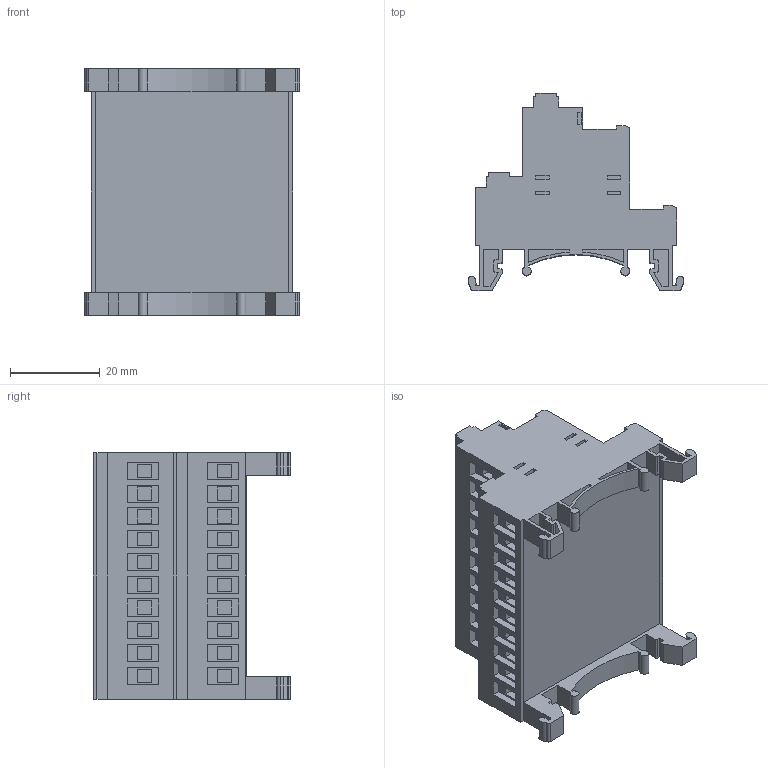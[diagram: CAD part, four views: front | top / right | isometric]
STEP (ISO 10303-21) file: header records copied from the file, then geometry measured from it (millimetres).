
FILE_DESCRIPTION (( 'STEP AP203' ), '1' );
FILE_NAME ('SOKETLI BASKILI DEVRE KLEMENSI - 5,08 RAY TIPI KATLI SOKET KLEMENS 10 LI.STEP', '2018-09-19T08:23:54', ( 'user' ), ( '' ), 'SwSTEP 2.0', 'SolidWorks 2016', '' );
FILE_SCHEMA (( 'CONFIG_CONTROL_DESIGN' ));
Length unit declared in the file: millimetre
Products named in the file (1): SOKETLI BASKILI DEVRE KLEMENSI - 5,08  RAY TIPI KATLI SOKET KLEMENS 10 LI
Bounding box: 48.13 x 44 x 55 mm (x, y, z)
Volume: 47082.5 mm3; surface area: 18005.5 mm2
Topology: 1 solids, 1 shells, 834 faces, 2220 edges, 1480 vertices
Faces by surface type: plane 716, cylinder 118
Entity records: 25773 total; most frequent: CARTESIAN_POINT 4535, ORIENTED_EDGE 4440, DIRECTION 4206, EDGE_CURVE 2220, LINE 1904, VECTOR 1904, VERTEX_POINT 1480, AXIS2_PLACEMENT_3D 1151
